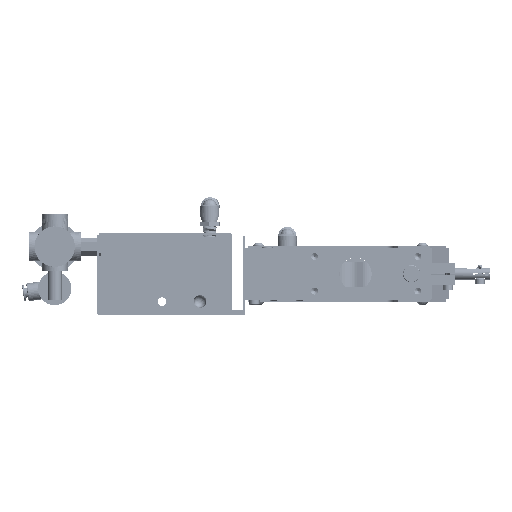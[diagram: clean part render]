
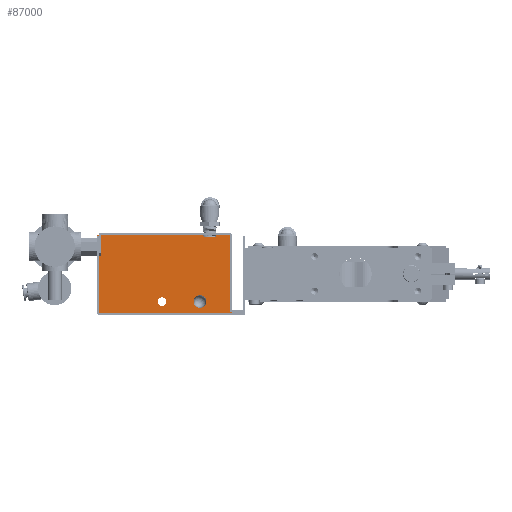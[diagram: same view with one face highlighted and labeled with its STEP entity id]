
A CAD part, front view. The second image highlights one B-rep face of the part: STEP entity #87000.
In plain terms, the highlighted planar face has unit normal (0, -1, 0).
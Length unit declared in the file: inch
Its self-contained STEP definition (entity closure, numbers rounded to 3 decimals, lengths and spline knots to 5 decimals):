
#273 = CARTESIAN_POINT ( 'NONE',  ( 2.401, 5.137, -0.192 ) ) ;
#311 = CARTESIAN_POINT ( 'NONE',  ( 1.301, 5.137, -0.1325 ) ) ;
#18040 = AXIS2_PLACEMENT_3D ( 'NONE', #104303, #104305, #104307 ) ;
#18331 = AXIS2_PLACEMENT_3D ( 'NONE', #67419, #67421, #67423 ) ;
#29087 = CIRCLE ( 'NONE', #18331, 0.1845 ) ;
#29188 = LINE ( 'NONE', #69489, #29193 ) ;
#29193 = VECTOR ( 'NONE', #69495, 39.37008 ) ;
#30671 = LINE ( 'NONE', #33427, #30682 ) ;
#30682 = VECTOR ( 'NONE', #33432, 39.37008 ) ;
#33427 = CARTESIAN_POINT ( 'NONE',  ( 4.293, 5.137, -2.257 ) ) ;
#33432 = DIRECTION ( 'NONE',  ( 0., 0., -1. ) ) ;
#39776 = LINE ( 'NONE', #72836, #39781 ) ;
#39781 = VECTOR ( 'NONE', #72921, 39.37008 ) ;
#39795 = LINE ( 'NONE', #72930, #39797 ) ;
#39797 = VECTOR ( 'NONE', #72954, 39.37008 ) ;
#39811 = VECTOR ( 'NONE', #73002, 39.37008 ) ;
#39825 = LINE ( 'NONE', #73620, #39811 ) ;
#39931 = CIRCLE ( 'NONE', #18040, 0.125 ) ;
#40453 = LINE ( 'NONE', #65760, #40463 ) ;
#40463 = VECTOR ( 'NONE', #65763, 39.37008 ) ;
#60650 = PLANE ( 'NONE',  #64636 ) ;
#60674 = CARTESIAN_POINT ( 'NONE',  ( 4.293, 5.137, 0.063 ) ) ;
#60677 = DIRECTION ( 'NONE',  ( 0., -1., 0. ) ) ;
#60680 = DIRECTION ( 'NONE',  ( 0., 0., 1. ) ) ;
#62944 = FACE_BOUND ( 'NONE', #87996, .T. ) ;
#62947 = FACE_OUTER_BOUND ( 'NONE', #88458, .T. ) ;
#62956 = FACE_BOUND ( 'NONE', #88190, .T. ) ;
#64636 = AXIS2_PLACEMENT_3D ( 'NONE', #60674, #60677, #60680 ) ;
#65760 = CARTESIAN_POINT ( 'NONE',  ( -0.017, 5.137, 0. ) ) ;
#65763 = DIRECTION ( 'NONE',  ( -1., 0., 0. ) ) ;
#67419 = CARTESIAN_POINT ( 'NONE',  ( 1.301, 5.137, -0.317 ) ) ;
#67421 = DIRECTION ( 'NONE',  ( 0., 1., 0. ) ) ;
#67423 = DIRECTION ( 'NONE',  ( 0., 0., 1. ) ) ;
#69489 = CARTESIAN_POINT ( 'NONE',  ( 0.383, 5.137, -2.257 ) ) ;
#69495 = DIRECTION ( 'NONE',  ( -1., 0., 0. ) ) ;
#72067 = VERTEX_POINT ( 'NONE', #79151 ) ;
#72081 = VERTEX_POINT ( 'NONE', #79177 ) ;
#72836 = CARTESIAN_POINT ( 'NONE',  ( 4.23, 5.137, 0.063 ) ) ;
#72921 = DIRECTION ( 'NONE',  ( 0., 0., 1. ) ) ;
#72930 = CARTESIAN_POINT ( 'NONE',  ( 4.23, 5.137, -2.207 ) ) ;
#72954 = DIRECTION ( 'NONE',  ( -1., 0., 0. ) ) ;
#73002 = DIRECTION ( 'NONE',  ( 0., 0., 1. ) ) ;
#73620 = CARTESIAN_POINT ( 'NONE',  ( 0.383, 5.137, 0.063 ) ) ;
#79151 = CARTESIAN_POINT ( 'NONE',  ( 4.23, 5.137, 0. ) ) ;
#79177 = CARTESIAN_POINT ( 'NONE',  ( 4.23, 5.137, -2.207 ) ) ;
#87000 = ADVANCED_FACE ( 'NONE', ( #62944, #62956, #62947 ), #60650, .T. ) ;
#87639 = ORIENTED_EDGE ( 'NONE', *, *, #120887, .T. ) ;
#87888 = ORIENTED_EDGE ( 'NONE', *, *, #121440, .T. ) ;
#87996 = EDGE_LOOP ( 'NONE', ( #89404 ) ) ;
#88190 = EDGE_LOOP ( 'NONE', ( #89220 ) ) ;
#88422 = ORIENTED_EDGE ( 'NONE', *, *, #121557, .F. ) ;
#88458 = EDGE_LOOP ( 'NONE', ( #89594, #87639, #89372, #87888, #89456, #88422 ) ) ;
#89220 = ORIENTED_EDGE ( 'NONE', *, *, #121028, .T. ) ;
#89372 = ORIENTED_EDGE ( 'NONE', *, *, #120832, .T. ) ;
#89404 = ORIENTED_EDGE ( 'NONE', *, *, #121500, .T. ) ;
#89456 = ORIENTED_EDGE ( 'NONE', *, *, #120928, .F. ) ;
#89594 = ORIENTED_EDGE ( 'NONE', *, *, #123138, .F. ) ;
#91657 = CARTESIAN_POINT ( 'NONE',  ( 4.293, 5.137, -2.257 ) ) ;
#91797 = CARTESIAN_POINT ( 'NONE',  ( 4.293, 5.137, -2.207 ) ) ;
#91820 = CARTESIAN_POINT ( 'NONE',  ( 0.383, 5.137, -2.257 ) ) ;
#91856 = CARTESIAN_POINT ( 'NONE',  ( 0.383, 5.137, 0. ) ) ;
#104303 = CARTESIAN_POINT ( 'NONE',  ( 2.401, 5.137, -0.317 ) ) ;
#104305 = DIRECTION ( 'NONE',  ( 0., 1., 0. ) ) ;
#104307 = DIRECTION ( 'NONE',  ( 0., 0., 1. ) ) ;
#115512 = VERTEX_POINT ( 'NONE', #273 ) ;
#115565 = VERTEX_POINT ( 'NONE', #311 ) ;
#117920 = VERTEX_POINT ( 'NONE', #91657 ) ;
#118098 = VERTEX_POINT ( 'NONE', #91797 ) ;
#118133 = VERTEX_POINT ( 'NONE', #91820 ) ;
#118187 = VERTEX_POINT ( 'NONE', #91856 ) ;
#120832 = EDGE_CURVE ( 'NONE', #72081, #72067, #39776, .T. ) ;
#120887 = EDGE_CURVE ( 'NONE', #118098, #72081, #39795, .T. ) ;
#120928 = EDGE_CURVE ( 'NONE', #118133, #118187, #39825, .T. ) ;
#121028 = EDGE_CURVE ( 'NONE', #115512, #115512, #39931, .T. ) ;
#121440 = EDGE_CURVE ( 'NONE', #72067, #118187, #40453, .T. ) ;
#121500 = EDGE_CURVE ( 'NONE', #115565, #115565, #29087, .T. ) ;
#121557 = EDGE_CURVE ( 'NONE', #117920, #118133, #29188, .T. ) ;
#123138 = EDGE_CURVE ( 'NONE', #118098, #117920, #30671, .T. ) ;
